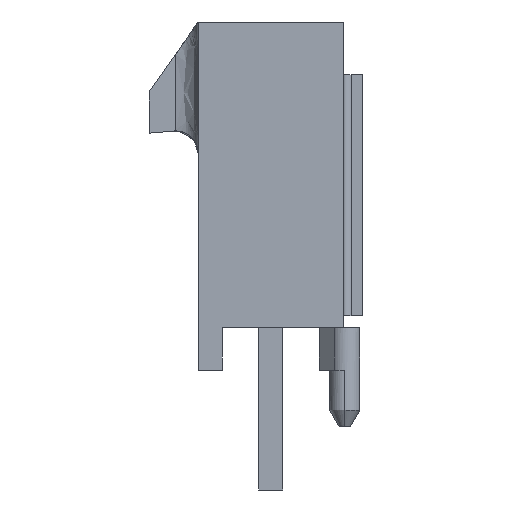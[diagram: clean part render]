
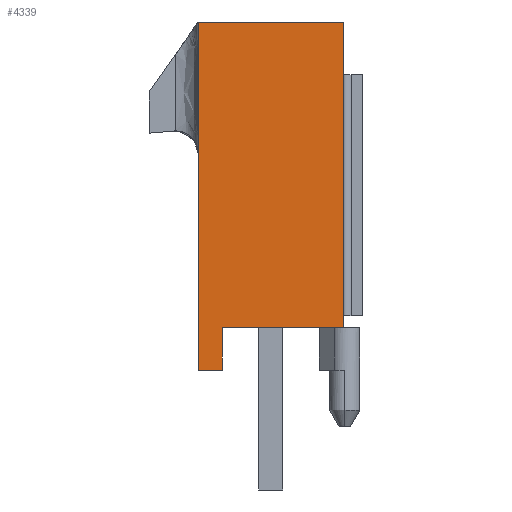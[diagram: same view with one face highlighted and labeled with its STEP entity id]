
A CAD part, left-side view. The second image highlights one B-rep face of the part: STEP entity #4339.
In plain terms, the highlighted free-form (B-spline) face has degree [1, 1] with [2, 2] control points.
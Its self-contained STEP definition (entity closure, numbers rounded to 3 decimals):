
#4339 = ADVANCED_FACE('',(#4340),#4398,.T.);
#4340 = FACE_BOUND('',#4341,.T.);
#4341 = EDGE_LOOP('',(#4342,#4352,#4360,#4368,#4376,#4384,#4392));
#4342 = ORIENTED_EDGE('',*,*,#4343,.T.);
#4343 = EDGE_CURVE('',#4344,#4346,#4348,.T.);
#4344 = VERTEX_POINT('',#4345);
#4345 = CARTESIAN_POINT('',(-1.98,1.29,0.89));
#4346 = VERTEX_POINT('',#4347);
#4347 = CARTESIAN_POINT('',(-1.98,-1.29,0.89));
#4348 = LINE('',#4349,#4350);
#4349 = CARTESIAN_POINT('',(-1.98,1.29,0.89));
#4350 = VECTOR('',#4351,1.);
#4351 = DIRECTION('',(0.,-1.,0.));
#4352 = ORIENTED_EDGE('',*,*,#4353,.T.);
#4353 = EDGE_CURVE('',#4346,#4354,#4356,.T.);
#4354 = VERTEX_POINT('',#4355);
#4355 = CARTESIAN_POINT('',(-1.98,-1.93,0.89));
#4356 = LINE('',#4357,#4358);
#4357 = CARTESIAN_POINT('',(-1.98,-1.29,0.89));
#4358 = VECTOR('',#4359,1.);
#4359 = DIRECTION('',(0.,-1.,0.));
#4360 = ORIENTED_EDGE('',*,*,#4361,.T.);
#4361 = EDGE_CURVE('',#4354,#4362,#4364,.T.);
#4362 = VERTEX_POINT('',#4363);
#4363 = CARTESIAN_POINT('',(-1.98,-1.93,9.));
#4364 = LINE('',#4365,#4366);
#4365 = CARTESIAN_POINT('',(-1.98,-1.93,0.89));
#4366 = VECTOR('',#4367,1.);
#4367 = DIRECTION('',(0.,0.,1.));
#4368 = ORIENTED_EDGE('',*,*,#4369,.T.);
#4369 = EDGE_CURVE('',#4362,#4370,#4372,.T.);
#4370 = VERTEX_POINT('',#4371);
#4371 = CARTESIAN_POINT('',(-1.98,1.93,9.));
#4372 = LINE('',#4373,#4374);
#4373 = CARTESIAN_POINT('',(-1.98,-1.93,9.));
#4374 = VECTOR('',#4375,1.);
#4375 = DIRECTION('',(0.,1.,0.));
#4376 = ORIENTED_EDGE('',*,*,#4377,.T.);
#4377 = EDGE_CURVE('',#4370,#4378,#4380,.T.);
#4378 = VERTEX_POINT('',#4379);
#4379 = CARTESIAN_POINT('',(-1.98,1.93,-0.24));
#4380 = LINE('',#4381,#4382);
#4381 = CARTESIAN_POINT('',(-1.98,1.93,9.));
#4382 = VECTOR('',#4383,1.);
#4383 = DIRECTION('',(0.,0.,-1.));
#4384 = ORIENTED_EDGE('',*,*,#4385,.T.);
#4385 = EDGE_CURVE('',#4378,#4386,#4388,.T.);
#4386 = VERTEX_POINT('',#4387);
#4387 = CARTESIAN_POINT('',(-1.98,1.29,-0.24));
#4388 = LINE('',#4389,#4390);
#4389 = CARTESIAN_POINT('',(-1.98,1.93,-0.24));
#4390 = VECTOR('',#4391,1.);
#4391 = DIRECTION('',(0.,-1.,0.));
#4392 = ORIENTED_EDGE('',*,*,#4393,.T.);
#4393 = EDGE_CURVE('',#4386,#4344,#4394,.T.);
#4394 = LINE('',#4395,#4396);
#4395 = CARTESIAN_POINT('',(-1.98,1.29,-0.24));
#4396 = VECTOR('',#4397,1.);
#4397 = DIRECTION('',(0.,0.,1.));
#4398 = B_SPLINE_SURFACE_WITH_KNOTS('',1,1,(
    (#4399,#4400)
    ,(#4401,#4402
    )),.UNSPECIFIED.,.F.,.F.,.F.,(2,2),(2,2),(-0.077,3.937),(-9.425
    ,0.185),.PIECEWISE_BEZIER_KNOTS.);
#4399 = CARTESIAN_POINT('',(-1.98,2.007,-0.425));
#4400 = CARTESIAN_POINT('',(-1.98,2.007,9.185));
#4401 = CARTESIAN_POINT('',(-1.98,-2.007,-0.425));
#4402 = CARTESIAN_POINT('',(-1.98,-2.007,9.185));
